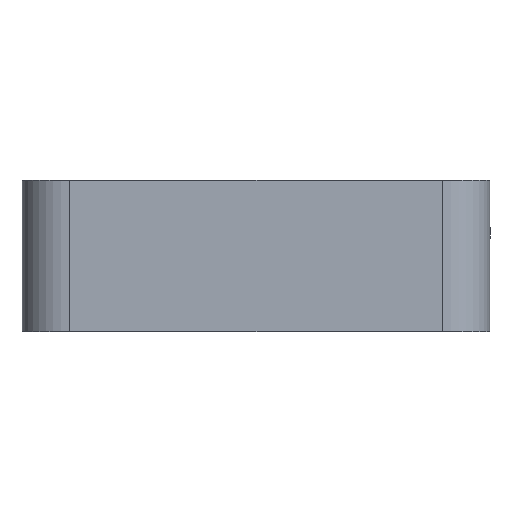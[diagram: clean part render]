
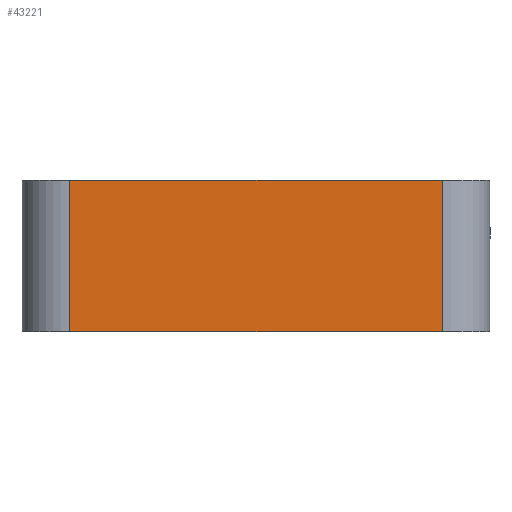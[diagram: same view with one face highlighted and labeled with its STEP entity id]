
A CAD part, left-side view. The second image highlights one B-rep face of the part: STEP entity #43221.
In plain terms, the highlighted planar face has unit normal (-1, 0, 0).
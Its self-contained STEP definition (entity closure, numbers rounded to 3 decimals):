
#2907=FACE_OUTER_BOUND('',#5413,.T.);
#5413=EDGE_LOOP('',(#38776,#38777,#38778,#38779));
#10884=LINE('',#67766,#16616);
#11163=LINE('',#69458,#16895);
#11164=LINE('',#69461,#16896);
#11165=LINE('',#69462,#16897);
#16616=VECTOR('',#55127,10.);
#16895=VECTOR('',#55644,10.);
#16896=VECTOR('',#55647,10.);
#16897=VECTOR('',#55648,10.);
#20665=VERTEX_POINT('',#67763);
#20666=VERTEX_POINT('',#67765);
#20870=VERTEX_POINT('',#69456);
#20871=VERTEX_POINT('',#69460);
#26478=EDGE_CURVE('',#20665,#20666,#10884,.T.);
#26849=EDGE_CURVE('',#20870,#20666,#11163,.T.);
#26850=EDGE_CURVE('',#20871,#20870,#11164,.T.);
#26851=EDGE_CURVE('',#20871,#20665,#11165,.T.);
#38776=ORIENTED_EDGE('',*,*,#26850,.T.);
#38777=ORIENTED_EDGE('',*,*,#26849,.T.);
#38778=ORIENTED_EDGE('',*,*,#26478,.F.);
#38779=ORIENTED_EDGE('',*,*,#26851,.F.);
#40976=PLANE('',#45467);
#43221=ADVANCED_FACE('',(#2907),#40976,.T.);
#45467=AXIS2_PLACEMENT_3D('',#69459,#55645,#55646);
#55127=DIRECTION('',(0.,-1.,0.));
#55644=DIRECTION('',(0.,0.,1.));
#55645=DIRECTION('center_axis',(-1.,0.,0.));
#55646=DIRECTION('ref_axis',(0.,-1.,0.));
#55647=DIRECTION('',(0.,-1.,0.));
#55648=DIRECTION('',(0.,0.,1.));
#67763=CARTESIAN_POINT('',(-64.,51.,41.5));
#67765=CARTESIAN_POINT('',(-64.,-51.,41.5));
#67766=CARTESIAN_POINT('',(-64.,51.,41.5));
#69456=CARTESIAN_POINT('',(-64.,-51.,0.));
#69458=CARTESIAN_POINT('',(-64.,-51.,0.));
#69459=CARTESIAN_POINT('Origin',(-64.,51.,0.));
#69460=CARTESIAN_POINT('',(-64.,51.,0.));
#69461=CARTESIAN_POINT('',(-64.,51.,0.));
#69462=CARTESIAN_POINT('',(-64.,51.,0.));
